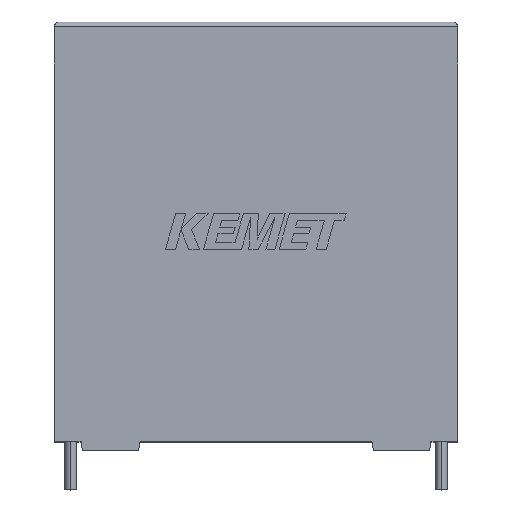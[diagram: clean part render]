
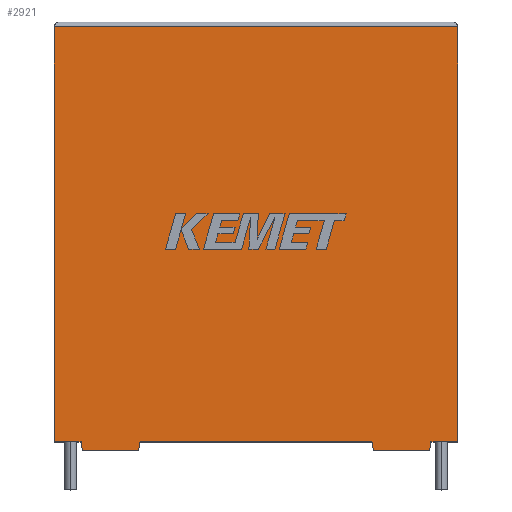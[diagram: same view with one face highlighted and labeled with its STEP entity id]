
A CAD part, top view. The second image highlights one B-rep face of the part: STEP entity #2921.
In plain terms, the highlighted planar face has unit normal (0, 0, 1).
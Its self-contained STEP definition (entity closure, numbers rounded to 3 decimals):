
#16 = EDGE_CURVE ( 'NONE', #3187, #252, #2455, .T. ) ;
#20 = LINE ( 'NONE', #609, #2151 ) ;
#76 = CARTESIAN_POINT ( 'NONE',  ( 32.118, 0., 23.3 ) ) ;
#148 = EDGE_CURVE ( 'NONE', #1555, #465, #1390, .T. ) ;
#177 = DIRECTION ( 'NONE',  ( 1., 0., 0. ) ) ;
#210 = CARTESIAN_POINT ( 'NONE',  ( 38.089, 0., 23.3 ) ) ;
#252 = VERTEX_POINT ( 'NONE', #76 ) ;
#261 = VECTOR ( 'NONE', #177, 1000. ) ;
#298 = LINE ( 'NONE', #661, #261 ) ;
#405 = CARTESIAN_POINT ( 'NONE',  ( 8.532, -0.866, 23.3 ) ) ;
#441 = LINE ( 'NONE', #405, #821 ) ;
#456 = EDGE_CURVE ( 'NONE', #2334, #2527, #441, .T. ) ;
#463 = VECTOR ( 'NONE', #2462, 1000. ) ;
#465 = VERTEX_POINT ( 'NONE', #2687 ) ;
#474 = CARTESIAN_POINT ( 'NONE',  ( 0., 0., 23.3 ) ) ;
#480 = CARTESIAN_POINT ( 'NONE',  ( 32.268, -0.866, 23.3 ) ) ;
#499 = DIRECTION ( 'NONE',  ( 0., 1., 0. ) ) ;
#509 = CARTESIAN_POINT ( 'NONE',  ( 0., 0., 23.3 ) ) ;
#553 = VERTEX_POINT ( 'NONE', #693 ) ;
#580 = CARTESIAN_POINT ( 'NONE',  ( 40.8, 0., 23.3 ) ) ;
#609 = CARTESIAN_POINT ( 'NONE',  ( 37.939, -0.866, 23.3 ) ) ;
#652 = VECTOR ( 'NONE', #2233, 1000. ) ;
#661 = CARTESIAN_POINT ( 'NONE',  ( 2.861, -0.866, 23.3 ) ) ;
#693 = CARTESIAN_POINT ( 'NONE',  ( 2.711, 0., 23.3 ) ) ;
#774 = LINE ( 'NONE', #1484, #463 ) ;
#821 = VECTOR ( 'NONE', #1918, 1000. ) ;
#833 = VERTEX_POINT ( 'NONE', #2631 ) ;
#994 = LINE ( 'NONE', #3167, #2463 ) ;
#1006 = LINE ( 'NONE', #509, #2317 ) ;
#1057 = VECTOR ( 'NONE', #2544, 1000. ) ;
#1065 = FACE_OUTER_BOUND ( 'NONE', #2875, .T. ) ;
#1120 = DIRECTION ( 'NONE',  ( -1., 0., 0. ) ) ;
#1173 = EDGE_CURVE ( 'NONE', #2681, #2334, #298, .T. ) ;
#1204 = AXIS2_PLACEMENT_3D ( 'NONE', #2351, #3062, #2635 ) ;
#1235 = VERTEX_POINT ( 'NONE', #2161 ) ;
#1236 = ORIENTED_EDGE ( 'NONE', *, *, #2961, .T. ) ;
#1245 = EDGE_CURVE ( 'NONE', #1287, #1555, #994, .T. ) ;
#1248 = ORIENTED_EDGE ( 'NONE', *, *, #16, .F. ) ;
#1281 = CARTESIAN_POINT ( 'NONE',  ( 40.8, 0., 23.3 ) ) ;
#1287 = VERTEX_POINT ( 'NONE', #210 ) ;
#1288 = VECTOR ( 'NONE', #1995, 1000. ) ;
#1351 = VECTOR ( 'NONE', #499, 1000. ) ;
#1379 = ORIENTED_EDGE ( 'NONE', *, *, #148, .T. ) ;
#1390 = LINE ( 'NONE', #1281, #1351 ) ;
#1483 = CARTESIAN_POINT ( 'NONE',  ( 2.861, -0.866, 23.3 ) ) ;
#1484 = CARTESIAN_POINT ( 'NONE',  ( 38.089, 0., 23.3 ) ) ;
#1536 = CARTESIAN_POINT ( 'NONE',  ( 0., 41.934, 23.3 ) ) ;
#1555 = VERTEX_POINT ( 'NONE', #580 ) ;
#1595 = ORIENTED_EDGE ( 'NONE', *, *, #2284, .F. ) ;
#1694 = EDGE_CURVE ( 'NONE', #465, #833, #2479, .T. ) ;
#1709 = DIRECTION ( 'NONE',  ( 1., 0., 0. ) ) ;
#1747 = ORIENTED_EDGE ( 'NONE', *, *, #1245, .T. ) ;
#1751 = CARTESIAN_POINT ( 'NONE',  ( 8.532, -0.866, 23.3 ) ) ;
#1790 = ORIENTED_EDGE ( 'NONE', *, *, #3201, .T. ) ;
#1809 = CARTESIAN_POINT ( 'NONE',  ( 37.939, -0.866, 23.3 ) ) ;
#1843 = PLANE ( 'NONE',  #1204 ) ;
#1899 = VERTEX_POINT ( 'NONE', #1809 ) ;
#1918 = DIRECTION ( 'NONE',  ( 0.171, 0.985, 0. ) ) ;
#1995 = DIRECTION ( 'NONE',  ( 0.171, -0.985, 0. ) ) ;
#2020 = ORIENTED_EDGE ( 'NONE', *, *, #1173, .T. ) ;
#2022 = ORIENTED_EDGE ( 'NONE', *, *, #2550, .T. ) ;
#2067 = LINE ( 'NONE', #3088, #2651 ) ;
#2109 = LINE ( 'NONE', #2980, #1288 ) ;
#2148 = ORIENTED_EDGE ( 'NONE', *, *, #2483, .F. ) ;
#2151 = VECTOR ( 'NONE', #1120, 1000. ) ;
#2161 = CARTESIAN_POINT ( 'NONE',  ( 0., 0., 23.3 ) ) ;
#2233 = DIRECTION ( 'NONE',  ( 0., -1., 0. ) ) ;
#2278 = DIRECTION ( 'NONE',  ( 1., 0., 0. ) ) ;
#2284 = EDGE_CURVE ( 'NONE', #1287, #1899, #774, .T. ) ;
#2317 = VECTOR ( 'NONE', #2278, 1000. ) ;
#2334 = VERTEX_POINT ( 'NONE', #1751 ) ;
#2351 = CARTESIAN_POINT ( 'NONE',  ( 0., 0., 23.3 ) ) ;
#2447 = EDGE_CURVE ( 'NONE', #1235, #553, #1006, .T. ) ;
#2455 = LINE ( 'NONE', #3011, #1057 ) ;
#2462 = DIRECTION ( 'NONE',  ( -0.171, -0.985, 0. ) ) ;
#2463 = VECTOR ( 'NONE', #1709, 1000. ) ;
#2467 = CARTESIAN_POINT ( 'NONE',  ( 8.682, 0., 23.3 ) ) ;
#2479 = LINE ( 'NONE', #1536, #2857 ) ;
#2483 = EDGE_CURVE ( 'NONE', #1899, #3187, #20, .T. ) ;
#2527 = VERTEX_POINT ( 'NONE', #2467 ) ;
#2544 = DIRECTION ( 'NONE',  ( -0.171, 0.985, 0. ) ) ;
#2549 = ORIENTED_EDGE ( 'NONE', *, *, #1694, .T. ) ;
#2550 = EDGE_CURVE ( 'NONE', #553, #2681, #2109, .T. ) ;
#2621 = DIRECTION ( 'NONE',  ( 1., 0., 0. ) ) ;
#2631 = CARTESIAN_POINT ( 'NONE',  ( 0., 41.934, 23.3 ) ) ;
#2635 = DIRECTION ( 'NONE',  ( -1., 0., 0. ) ) ;
#2651 = VECTOR ( 'NONE', #2621, 1000. ) ;
#2681 = VERTEX_POINT ( 'NONE', #1483 ) ;
#2687 = CARTESIAN_POINT ( 'NONE',  ( 40.8, 41.934, 23.3 ) ) ;
#2816 = LINE ( 'NONE', #474, #652 ) ;
#2841 = ORIENTED_EDGE ( 'NONE', *, *, #2447, .T. ) ;
#2857 = VECTOR ( 'NONE', #3029, 1000. ) ;
#2875 = EDGE_LOOP ( 'NONE', ( #1379, #2549, #1790, #2841, #2022, #2020, #2968, #1236, #1248, #2148, #1595, #1747 ) ) ;
#2921 = ADVANCED_FACE ( 'NONE', ( #1065 ), #1843, .F. ) ;
#2961 = EDGE_CURVE ( 'NONE', #2527, #252, #2067, .T. ) ;
#2968 = ORIENTED_EDGE ( 'NONE', *, *, #456, .T. ) ;
#2980 = CARTESIAN_POINT ( 'NONE',  ( 2.711, 0., 23.3 ) ) ;
#3011 = CARTESIAN_POINT ( 'NONE',  ( 32.268, -0.866, 23.3 ) ) ;
#3029 = DIRECTION ( 'NONE',  ( -1., 0., 0. ) ) ;
#3062 = DIRECTION ( 'NONE',  ( 0., 0., -1. ) ) ;
#3088 = CARTESIAN_POINT ( 'NONE',  ( 0., 0., 23.3 ) ) ;
#3167 = CARTESIAN_POINT ( 'NONE',  ( 0., 0., 23.3 ) ) ;
#3187 = VERTEX_POINT ( 'NONE', #480 ) ;
#3201 = EDGE_CURVE ( 'NONE', #833, #1235, #2816, .T. ) ;
